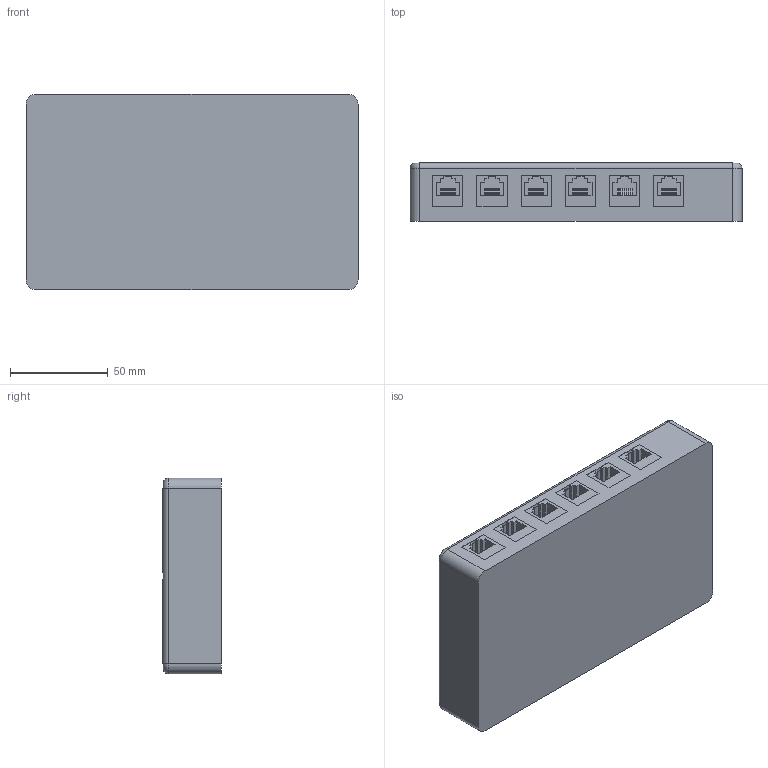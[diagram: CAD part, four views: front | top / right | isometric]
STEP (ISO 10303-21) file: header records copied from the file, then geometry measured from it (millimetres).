
FILE_DESCRIPTION (( 'STEP AP203' ), '1' );
FILE_NAME ('SMM45-12W.STEP', '2010-10-01T14:28:02', ( 'x' ), ( 'Microsoft' ), 'SwSTEP 2.0', 'SolidWorks 2010', '' );
FILE_SCHEMA (( 'CONFIG_CONTROL_DESIGN' ));
Length unit declared in the file: inch
Products named in the file (3): SMM45-12W; SMM45-12W-MA1; SP17442-MA21
Assembly tree (13 placements, depth 2):
  SMM45-12W
    SP17442-MA21  x12
    SMM45-12W-MA1
Bounding box: 169.93 x 30.02 x 100.08 mm (x, y, z)
Volume: 392520.6 mm3; surface area: 110118.4 mm2
Topology: 13 solids, 13 shells, 905 faces, 2564 edges, 1706 vertices
Faces by surface type: plane 806, cylinder 95, torus 4
Entity records: 10515 total; most frequent: CARTESIAN_POINT 1737, DIRECTION 1696, ORIENTED_EDGE 1696, EDGE_CURVE 848, VECTOR 654, LINE 654, VERTEX_POINT 562, AXIS2_PLACEMENT_3D 521
